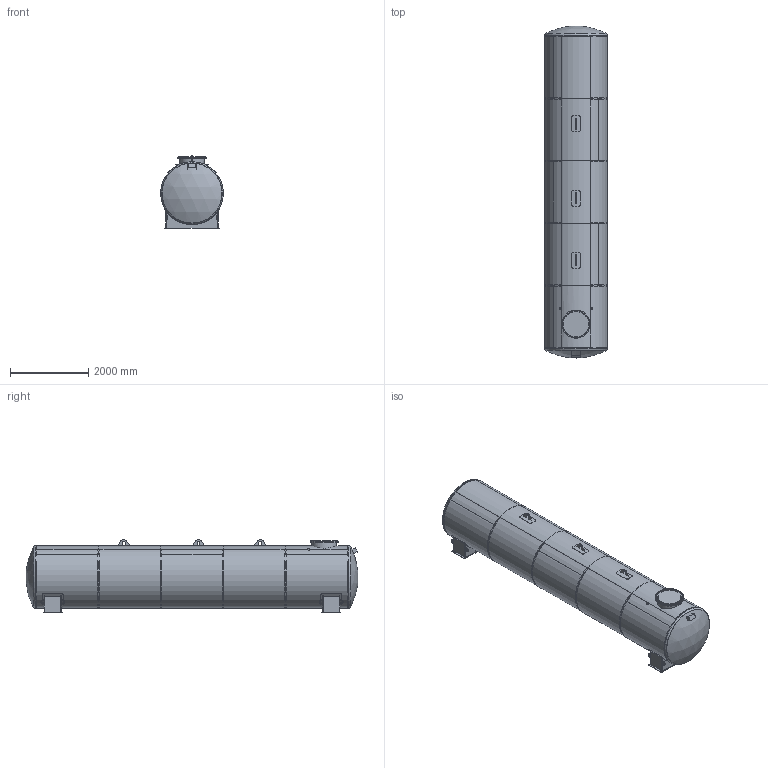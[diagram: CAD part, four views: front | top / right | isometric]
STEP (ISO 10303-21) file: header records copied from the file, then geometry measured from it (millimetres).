
FILE_DESCRIPTION(/* description */ (''),/* implementation_level */ '2;1');
FILE_NAME(/* name */ 'dh3c_cad-101220_202208.stp',/* time_stamp */ '2022-09-05T15:21:51+02:00',/* author */ ('mh'),/* organization */ (''),/* preprocessor_version */ 'ST-DEVELOPER v18.1',/* originating_system */ 'Autodesk Inventor 2022',/* authorisation */ '');
FILE_SCHEMA (('AUTOMOTIVE_DESIGN { 1 0 10303 214 3 1 1 }'));
Length unit declared in the file: millimetre
Products named in the file (1): Bauteil11
Bounding box: 1606 x 8505.37 x 1861 mm (x, y, z)
Surface area: 181152879.5 mm2 (no closed solid volume)
Topology: 0 solids, 143 shells, 1588 faces, 3397 edges, 2164 vertices
Faces by surface type: plane 894, cone 352, cylinder 314, bspline 12, sphere 8, torus 8
Full cylindrical faces by diameter (mm): 13.835 x32, 16 x32, 17 x32, 18 x64, 22.49 x32, 30 x32, 30.291 x2, 39.5 x2, 580 x1, 600 x2, 630 x1, 660 x1, 720 x2, 1590 x7, 1600 x9, 1606 x2
Entity records: 44856 total; most frequent: CARTESIAN_POINT 9946, ORIENTED_EDGE 6794, DIRECTION 6783, EDGE_CURVE 3397, AXIS2_PLACEMENT_3D 2623, VERTEX_POINT 2164, EDGE_LOOP 1923, FACE_OUTER_BOUND 1588
